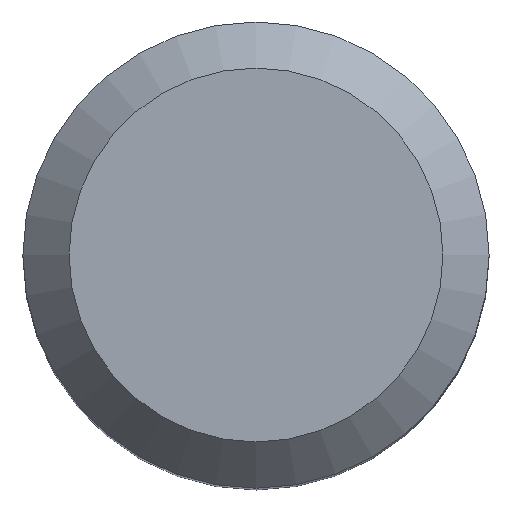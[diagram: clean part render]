
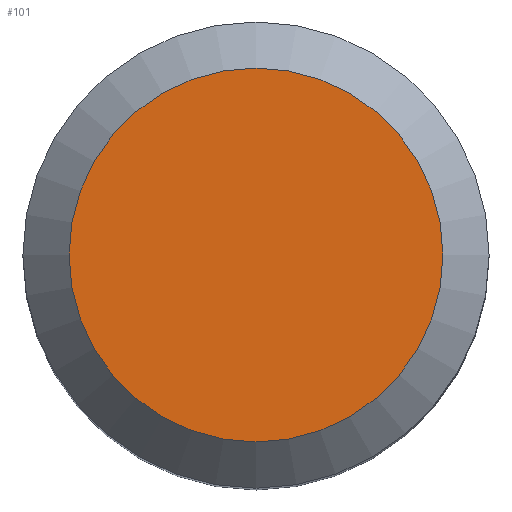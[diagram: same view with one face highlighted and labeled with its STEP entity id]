
A CAD part, top view. The second image highlights one B-rep face of the part: STEP entity #101.
In plain terms, the highlighted planar face has unit normal (0, 0, 1).
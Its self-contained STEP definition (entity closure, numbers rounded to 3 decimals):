
#48=PLANE('',#130);
#54=FACE_OUTER_BOUND('',#59,.T.);
#59=EDGE_LOOP('',(#94));
#69=CIRCLE('',#129,1.215);
#73=VERTEX_POINT('',#206);
#79=EDGE_CURVE('',#73,#73,#69,.T.);
#94=ORIENTED_EDGE('',*,*,#79,.F.);
#101=ADVANCED_FACE('',(#54),#48,.T.);
#129=AXIS2_PLACEMENT_3D('',#207,#162,#163);
#130=AXIS2_PLACEMENT_3D('',#209,#165,#166);
#162=DIRECTION('center_axis',(0.,0.,-1.));
#163=DIRECTION('ref_axis',(1.,0.,0.));
#165=DIRECTION('center_axis',(0.,0.,1.));
#166=DIRECTION('ref_axis',(1.,0.,0.));
#206=CARTESIAN_POINT('',(-1.215,0.,7.2));
#207=CARTESIAN_POINT('Origin',(0.,0.,7.2));
#209=CARTESIAN_POINT('Origin',(0.,0.258,7.2));
